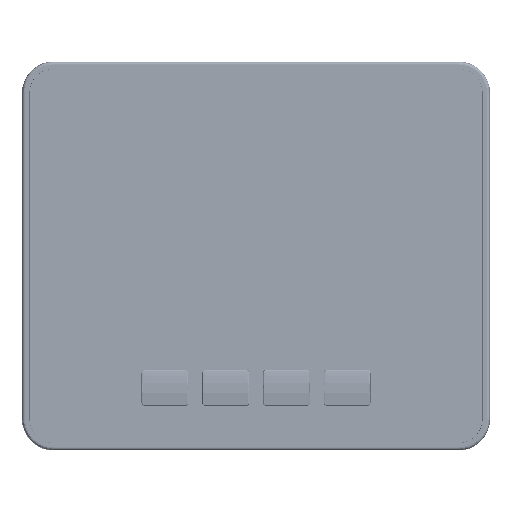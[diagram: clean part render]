
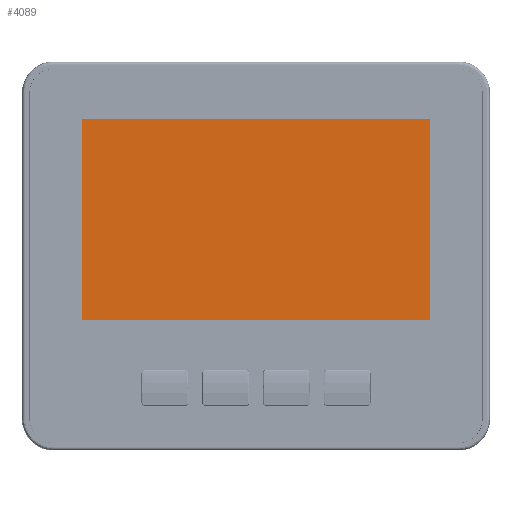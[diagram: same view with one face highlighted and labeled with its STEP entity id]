
A CAD part, top view. The second image highlights one B-rep face of the part: STEP entity #4089.
In plain terms, the highlighted planar face has unit normal (0, 0, 1).
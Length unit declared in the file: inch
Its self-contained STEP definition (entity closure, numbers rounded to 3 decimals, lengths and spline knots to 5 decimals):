
#2018 = ORIENTED_EDGE ( 'NONE', *, *, #73194, .T. ) ;
#2386 = VERTEX_POINT ( 'NONE', #63975 ) ;
#4089 = ADVANCED_FACE ( 'NONE', ( #85569 ), #110456, .T. ) ;
#4204 = DIRECTION ( 'NONE',  ( 0., -1., 0. ) ) ;
#5066 = DIRECTION ( 'NONE',  ( 1., 0., 0. ) ) ;
#5683 = DIRECTION ( 'NONE',  ( 0., 1., 0. ) ) ;
#6402 = ORIENTED_EDGE ( 'NONE', *, *, #61107, .T. ) ;
#14825 = VECTOR ( 'NONE', #4204, 39.37008 ) ;
#17374 = VERTEX_POINT ( 'NONE', #45335 ) ;
#19509 = CARTESIAN_POINT ( 'NONE',  ( 1.91993, -0.89437, 0.07996 ) ) ;
#20362 = LINE ( 'NONE', #110105, #14825 ) ;
#21826 = DIRECTION ( 'NONE',  ( -1., 0., 0. ) ) ;
#22790 = LINE ( 'NONE', #101231, #113749 ) ;
#23434 = CARTESIAN_POINT ( 'NONE',  ( 1.91993, 1.32326, 0.07996 ) ) ;
#27613 = LINE ( 'NONE', #23434, #97819 ) ;
#37338 = EDGE_LOOP ( 'NONE', ( #2018, #6402, #39384, #87974 ) ) ;
#38315 = EDGE_CURVE ( 'NONE', #101147, #40875, #49549, .T. ) ;
#39384 = ORIENTED_EDGE ( 'NONE', *, *, #40307, .T. ) ;
#40307 = EDGE_CURVE ( 'NONE', #2386, #101147, #20362, .T. ) ;
#40875 = VERTEX_POINT ( 'NONE', #19509 ) ;
#45335 = CARTESIAN_POINT ( 'NONE',  ( 1.91993, 1.32326, 0.07996 ) ) ;
#49549 = LINE ( 'NONE', #109833, #55072 ) ;
#53669 = AXIS2_PLACEMENT_3D ( 'NONE', #74641, #109314, #66554 ) ;
#55072 = VECTOR ( 'NONE', #5066, 39.37008 ) ;
#61107 = EDGE_CURVE ( 'NONE', #17374, #2386, #22790, .T. ) ;
#63975 = CARTESIAN_POINT ( 'NONE',  ( -1.91993, 1.32326, 0.07996 ) ) ;
#66554 = DIRECTION ( 'NONE',  ( 1., 0., 0. ) ) ;
#73194 = EDGE_CURVE ( 'NONE', #40875, #17374, #27613, .T. ) ;
#74641 = CARTESIAN_POINT ( 'NONE',  ( 0., 0., 0.07996 ) ) ;
#85569 = FACE_OUTER_BOUND ( 'NONE', #37338, .T. ) ;
#87974 = ORIENTED_EDGE ( 'NONE', *, *, #38315, .T. ) ;
#94021 = CARTESIAN_POINT ( 'NONE',  ( -1.91993, -0.89437, 0.07996 ) ) ;
#97819 = VECTOR ( 'NONE', #5683, 39.37008 ) ;
#101147 = VERTEX_POINT ( 'NONE', #94021 ) ;
#101231 = CARTESIAN_POINT ( 'NONE',  ( -1.91993, 1.32326, 0.07996 ) ) ;
#109314 = DIRECTION ( 'NONE',  ( 0., 0., 1. ) ) ;
#109833 = CARTESIAN_POINT ( 'NONE',  ( -1.91993, -0.89437, 0.07996 ) ) ;
#110105 = CARTESIAN_POINT ( 'NONE',  ( -1.91993, 1.32326, 0.07996 ) ) ;
#110456 = PLANE ( 'NONE',  #53669 ) ;
#113749 = VECTOR ( 'NONE', #21826, 39.37008 ) ;
